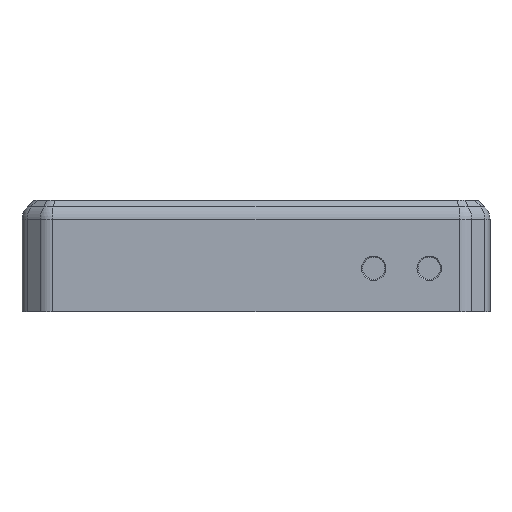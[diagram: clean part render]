
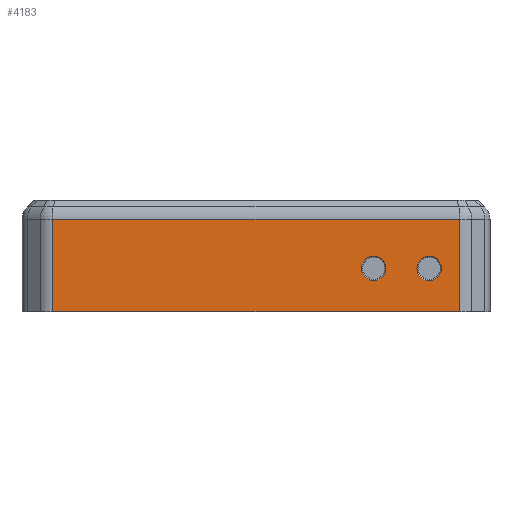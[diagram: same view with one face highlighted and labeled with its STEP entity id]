
A CAD part, left-side view. The second image highlights one B-rep face of the part: STEP entity #4183.
In plain terms, the highlighted planar face has unit normal (-1, 0, 0).
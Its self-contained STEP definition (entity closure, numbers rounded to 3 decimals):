
#113=FACE_BOUND('',#648,.T.);
#114=FACE_BOUND('',#649,.T.);
#180=PLANE('',#4514);
#380=FACE_OUTER_BOUND('',#647,.T.);
#647=EDGE_LOOP('',(#3171,#3172,#3173,#3174));
#648=EDGE_LOOP('',(#3175));
#649=EDGE_LOOP('',(#3176));
#847=LINE('',#6139,#1228);
#999=LINE('',#6587,#1380);
#1000=LINE('',#6589,#1381);
#1001=LINE('',#6590,#1382);
#1228=VECTOR('',#4850,10.);
#1380=VECTOR('',#5268,10.);
#1381=VECTOR('',#5269,10.);
#1382=VECTOR('',#5270,10.);
#1676=CIRCLE('',#4512,2.1);
#1678=CIRCLE('',#4515,2.1);
#1816=VERTEX_POINT('',#6136);
#1817=VERTEX_POINT('',#6138);
#1978=VERTEX_POINT('',#6580);
#1980=VERTEX_POINT('',#6586);
#1981=VERTEX_POINT('',#6588);
#1982=VERTEX_POINT('',#6591);
#2203=EDGE_CURVE('',#1816,#1817,#847,.T.);
#2423=EDGE_CURVE('',#1978,#1978,#1676,.T.);
#2426=EDGE_CURVE('',#1817,#1980,#999,.T.);
#2427=EDGE_CURVE('',#1981,#1816,#1000,.T.);
#2428=EDGE_CURVE('',#1980,#1981,#1001,.T.);
#2429=EDGE_CURVE('',#1982,#1982,#1678,.T.);
#3171=ORIENTED_EDGE('',*,*,#2426,.F.);
#3172=ORIENTED_EDGE('',*,*,#2203,.F.);
#3173=ORIENTED_EDGE('',*,*,#2427,.F.);
#3174=ORIENTED_EDGE('',*,*,#2428,.F.);
#3175=ORIENTED_EDGE('',*,*,#2429,.F.);
#3176=ORIENTED_EDGE('',*,*,#2423,.F.);
#4183=ADVANCED_FACE('',(#380,#113,#114),#180,.F.);
#4512=AXIS2_PLACEMENT_3D('',#6581,#5261,#5262);
#4514=AXIS2_PLACEMENT_3D('',#6585,#5266,#5267);
#4515=AXIS2_PLACEMENT_3D('',#6592,#5271,#5272);
#4850=DIRECTION('',(0.,1.,0.));
#5261=DIRECTION('center_axis',(-1.,0.,0.));
#5262=DIRECTION('ref_axis',(0.,0.,
1.));
#5266=DIRECTION('center_axis',(1.,0.,0.));
#5267=DIRECTION('ref_axis',(0.,0.,
-1.));
#5268=DIRECTION('',(0.,0.,1.));
#5269=DIRECTION('',(0.,0.,-1.));
#5270=DIRECTION('',(0.,-1.,0.));
#5271=DIRECTION('center_axis',(-1.,0.,0.));
#5272=DIRECTION('ref_axis',(0.,0.,
1.));
#6136=CARTESIAN_POINT('',(-41.2,5.243,22.));
#6138=CARTESIAN_POINT('',(-41.2,74.757,22.));
#6139=CARTESIAN_POINT('',(-41.2,0.,22.));
#6580=CARTESIAN_POINT('',(-41.2,10.39,27.3));
#6581=CARTESIAN_POINT('Origin',(-41.2,10.39,29.4));
#6585=CARTESIAN_POINT('Origin',(-41.2,0.,
34.));
#6586=CARTESIAN_POINT('',(-41.2,74.757,37.757));
#6587=CARTESIAN_POINT('',(-41.2,74.757,34.));
#6588=CARTESIAN_POINT('',(-41.2,5.243,37.757));
#6589=CARTESIAN_POINT('',(-41.2,5.243,34.));
#6590=CARTESIAN_POINT('',(-41.2,0.,37.757));
#6591=CARTESIAN_POINT('',(-41.2,19.89,27.3));
#6592=CARTESIAN_POINT('Origin',(-41.2,19.89,29.4));
